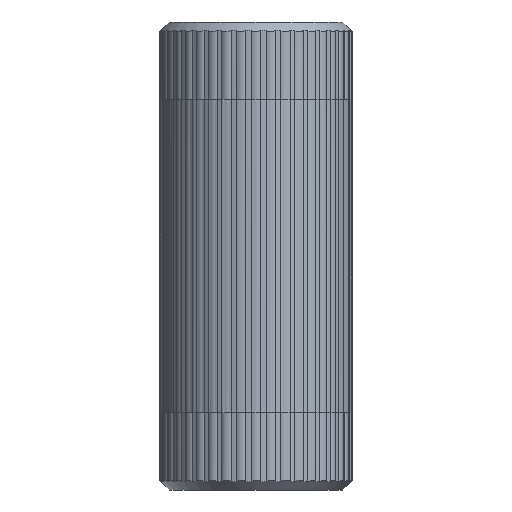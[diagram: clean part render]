
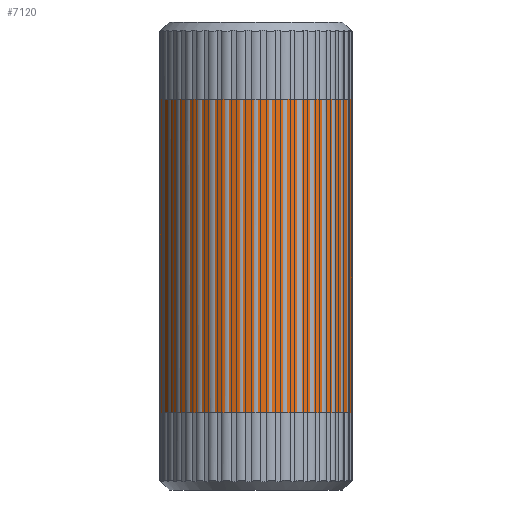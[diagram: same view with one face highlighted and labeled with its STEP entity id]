
A CAD part, front view. The second image highlights one B-rep face of the part: STEP entity #7120.
In plain terms, the highlighted cylindrical face has radius 2 mm (diameter 4 mm), a partial arc.
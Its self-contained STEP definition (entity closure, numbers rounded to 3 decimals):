
#7069=CARTESIAN_POINT('',(0.,0.,-3.25));
#7070=DIRECTION('',(0.,0.,-1.));
#7071=DIRECTION('',(1.,0.,0.));
#7072=AXIS2_PLACEMENT_3D('',#7069,#7070,#7071);
#7074=DIRECTION('',(0.,0.,1.));
#7075=VECTOR('',#7074,6.5);
#7076=CARTESIAN_POINT('',(-2.,0.,-3.25));
#7077=LINE('',#7076,#7075);
#7078=CARTESIAN_POINT('',(0.,0.,3.25));
#7079=DIRECTION('',(0.,0.,1.));
#7080=DIRECTION('',(-1.,0.,0.));
#7081=AXIS2_PLACEMENT_3D('',#7078,#7079,#7080);
#7088=DIRECTION('',(0.,0.,1.));
#7089=VECTOR('',#7088,6.5);
#7090=CARTESIAN_POINT('',(2.,0.,-3.25));
#7091=LINE('',#7090,#7089);
#7097=CARTESIAN_POINT('',(2.,0.,-3.25));
#7098=CARTESIAN_POINT('',(-2.,0.,-3.25));
#7099=VERTEX_POINT('',#7097);
#7100=VERTEX_POINT('',#7098);
#7101=CARTESIAN_POINT('',(2.,0.,3.25));
#7102=CARTESIAN_POINT('',(-2.,0.,3.25));
#7103=VERTEX_POINT('',#7101);
#7104=VERTEX_POINT('',#7102);
#7105=CARTESIAN_POINT('',(0.,0.,-3.25));
#7106=DIRECTION('',(0.,0.,1.));
#7107=DIRECTION('',(1.,0.,0.));
#7108=AXIS2_PLACEMENT_3D('',#7105,#7106,#7107);
#7109=CYLINDRICAL_SURFACE('',#7108,2.);
#7111=ORIENTED_EDGE('',*,*,#7110,.T.);
#7113=ORIENTED_EDGE('',*,*,#7112,.T.);
#7115=ORIENTED_EDGE('',*,*,#7114,.T.);
#7117=ORIENTED_EDGE('',*,*,#7116,.F.);
#7118=EDGE_LOOP('',(#7111,#7113,#7115,#7117));
#7119=FACE_OUTER_BOUND('',#7118,.F.);
#7120=ADVANCED_FACE('',(#7119),#7109,.T.);
#7073=CIRCLE('',#7072,2.);
#7082=CIRCLE('',#7081,2.);
#7110=EDGE_CURVE('',#7099,#7100,#7073,.T.);
#7112=EDGE_CURVE('',#7100,#7104,#7077,.T.);
#7114=EDGE_CURVE('',#7104,#7103,#7082,.T.);
#7116=EDGE_CURVE('',#7099,#7103,#7091,.T.);
